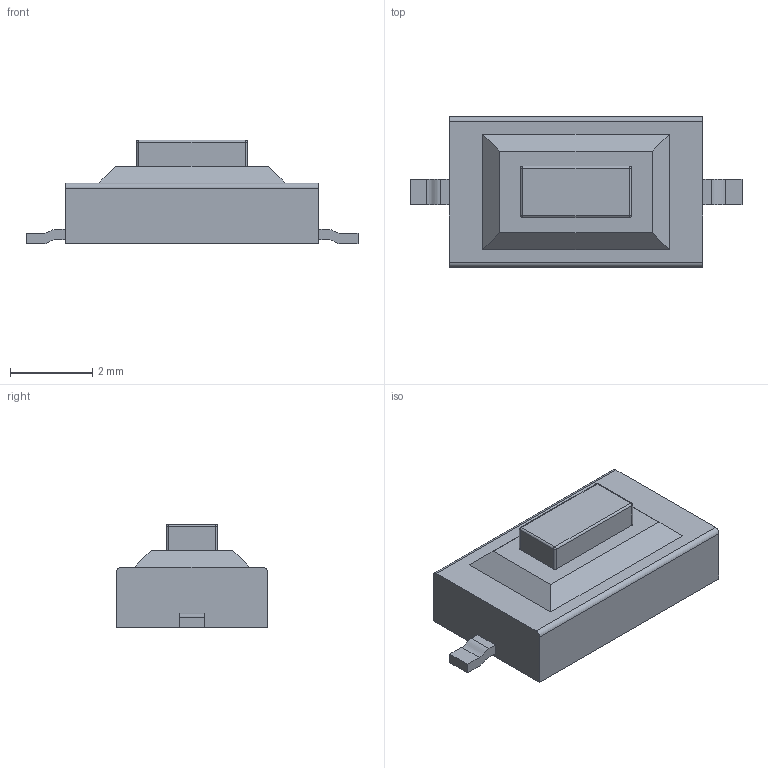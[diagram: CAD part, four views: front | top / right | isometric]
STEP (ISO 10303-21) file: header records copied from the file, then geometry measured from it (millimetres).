
FILE_DESCRIPTION(('FreeCAD Model'),'2;1');
FILE_NAME('Tactile_SMD_3x6x2.5mm.step', '2018-05-31T01:44:38',('kicad StepUp'),('ksu MCAD'), 'Open CASCADE STEP processor 6.8','FreeCAD','Unknown');
FILE_SCHEMA(('AUTOMOTIVE_DESIGN_CC2 { 1 2 10303 214 -1 1 5 4 }'));
Length unit declared in the file: millimetre
Products named in the file (2): ASSEMBLY; Tactile_SMD_3x6x2.5mm
Assembly tree (1 placements, depth 2):
  ASSEMBLY
    Tactile_SMD_3x6x2.5mm
Bounding box: 8.05 x 3.66 x 2.51 mm (x, y, z)
Volume: 39.5 mm3; surface area: 83.5 mm2
Topology: 1 solids, 1 shells, 48 faces, 118 edges, 72 vertices
Faces by surface type: plane 30, cylinder 10, sphere 4, bspline 4
Entity records: 1754 total; most frequent: CARTESIAN_POINT 288, ORIENTED_EDGE 228, DIRECTION 218, EDGE_CURVE 114, LINE 86, VECTOR 86, VERTEX_POINT 72, AXIS2_PLACEMENT_3D 66
